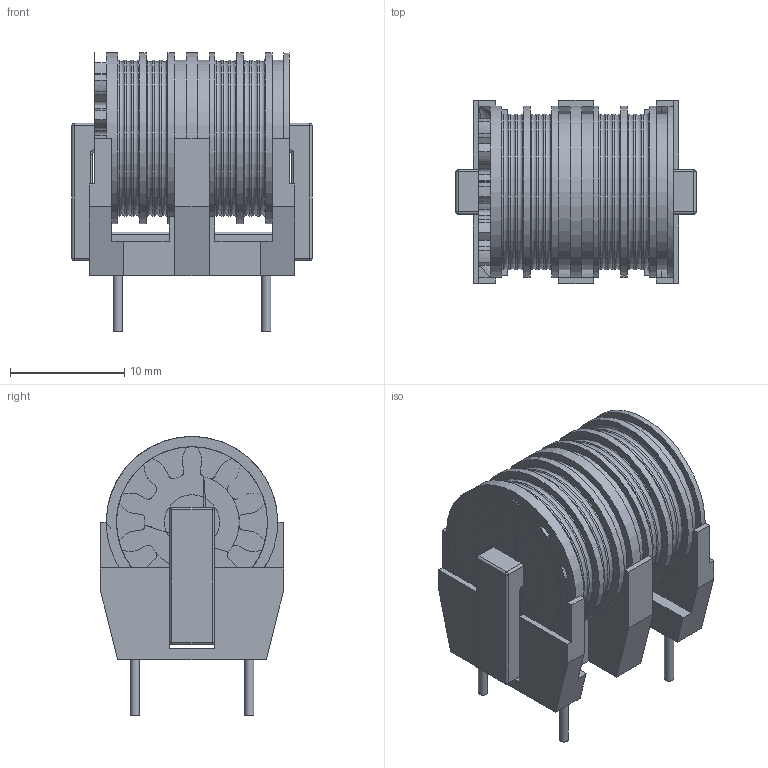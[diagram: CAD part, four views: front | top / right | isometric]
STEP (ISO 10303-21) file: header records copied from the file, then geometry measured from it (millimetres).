
FILE_DESCRIPTION(('FreeCAD Model'),'2;1');
FILE_NAME('Open CASCADE Shape Model','2021-07-08T19:40:29',( 'kicad StepUp'),('ksu MCAD'),'Open CASCADE STEP processor 7.5', 'FreeCAD','Unknown');
FILE_SCHEMA(('AUTOMOTIVE_DESIGN { 1 0 10303 214 1 1 1 1 }'));
Length unit declared in the file: millimetre
Products named in the file (1): AC_COMMON_COIL_H16.2mm_W21.0mm_Py10.mm_Px13.mm
Bounding box: 21 x 16 x 24.4 mm (x, y, z)
Volume: 2370.2 mm3; surface area: 4183.3 mm2
Topology: 2 solids, 3 shells, 287 faces, 897 edges, 536 vertices
Faces by surface type: plane 112, cylinder 106, extrusion 40, torus 21, sphere 8
Full cylindrical faces by diameter (mm): 0.8 x4, 4.8 x1, 8.25 x2, 13.2 x5, 13.6 x19, 14.96 x8, 15 x1
Entity records: 20908 total; most frequent: CARTESIAN_POINT 5009, DIRECTION 2448, ORIENTED_EDGE 1510, PCURVE 1510, DEFINITIONAL_REPRESENTATION 1510, VECTOR 1326, LINE 1286, EDGE_CURVE 755
